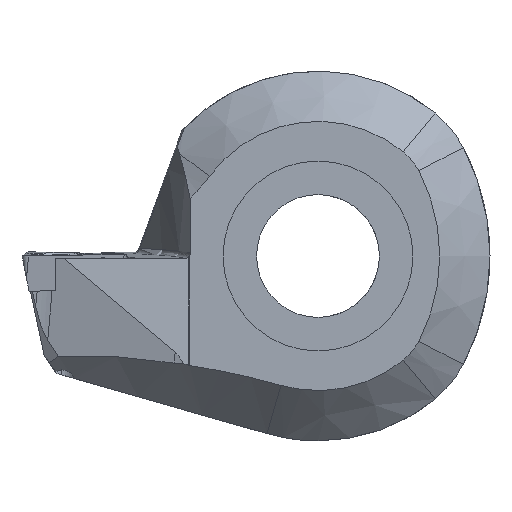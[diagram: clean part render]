
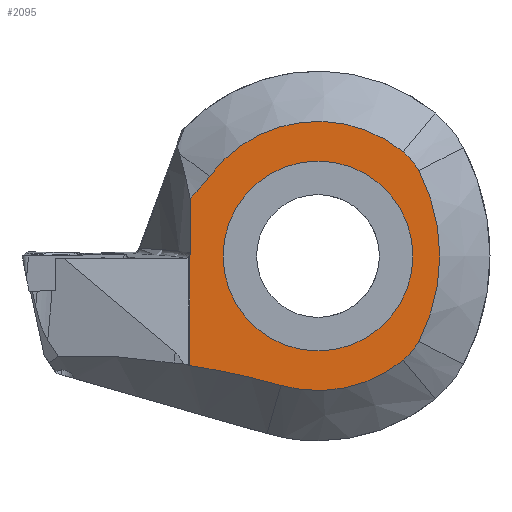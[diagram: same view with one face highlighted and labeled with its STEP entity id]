
A CAD part, left-side view. The second image highlights one B-rep face of the part: STEP entity #2095.
In plain terms, the highlighted planar face has unit normal (-1, 0, 0).
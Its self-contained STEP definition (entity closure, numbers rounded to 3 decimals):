
#8 = EDGE_LOOP ( 'NONE', ( #2006, #2001, #1996, #1993, #1989, #1986, #1982, #1978, #1973, #1966 ) ) ;
#65 = DIRECTION ( 'NONE',  ( 0., 1., 0. ) ) ;
#77 = CARTESIAN_POINT ( 'NONE',  ( -10., 11.445, 0.111 ) ) ;
#119 = CARTESIAN_POINT ( 'NONE',  ( -10., 11.5, 0.029 ) ) ;
#126 = CARTESIAN_POINT ( 'NONE',  ( -10., 11.5, -16.55 ) ) ;
#238 = CARTESIAN_POINT ( 'NONE',  ( -10., 5.5, 0. ) ) ;
#252 = VERTEX_POINT ( 'NONE', #838 ) ;
#253 = DIRECTION ( 'NONE',  ( -1., 0., 0. ) ) ;
#354 = CIRCLE ( 'NONE', #2215, 5.5 ) ;
#369 = DIRECTION ( 'NONE',  ( 0., 1., 0. ) ) ;
#405 = DIRECTION ( 'NONE',  ( -1., 0., 0. ) ) ;
#422 = CARTESIAN_POINT ( 'NONE',  ( -10., 3.321, -11.583 ) ) ;
#436 = CARTESIAN_POINT ( 'NONE',  ( -10., -4.151, 5.067 ) ) ;
#610 = EDGE_CURVE ( 'NONE', #2342, #1926, #1583, .T. ) ;
#688 = VERTEX_POINT ( 'NONE', #1371 ) ;
#709 = CIRCLE ( 'NONE', #2303, 12.05 ) ;
#744 = VERTEX_POINT ( 'NONE', #1535 ) ;
#799 = CIRCLE ( 'NONE', #2321, 12.05 ) ;
#838 = CARTESIAN_POINT ( 'NONE',  ( -10., 9.702, 7.147 ) ) ;
#858 = FACE_BOUND ( 'NONE', #2717, .T. ) ;
#894 = CARTESIAN_POINT ( 'NONE',  ( -10., 0., 8.5 ) ) ;
#928 = AXIS2_PLACEMENT_3D ( 'NONE', #436, #405, #3170 ) ;
#929 = AXIS2_PLACEMENT_3D ( 'NONE', #238, #253, #369 ) ;
#931 = DIRECTION ( 'NONE',  ( 0., 1., 0. ) ) ;
#944 = EDGE_CURVE ( 'NONE', #2735, #252, #799, .T. ) ;
#964 = AXIS2_PLACEMENT_3D ( 'NONE', #1951, #2977, #3564 ) ;
#968 = VERTEX_POINT ( 'NONE', #3010 ) ;
#978 = CARTESIAN_POINT ( 'NONE',  ( -10., 0., 0. ) ) ;
#991 = AXIS2_PLACEMENT_3D ( 'NONE', #3415, #3506, #65 ) ;
#1038 = EDGE_CURVE ( 'NONE', #1139, #2342, #709, .T. ) ;
#1099 = AXIS2_PLACEMENT_3D ( 'NONE', #978, #1524, #931 ) ;
#1139 = VERTEX_POINT ( 'NONE', #3589 ) ;
#1319 = EDGE_CURVE ( 'NONE', #688, #1139, #354, .T. ) ;
#1371 = CARTESIAN_POINT ( 'NONE',  ( -10., -9.02, -7.624 ) ) ;
#1379 = CIRCLE ( 'NONE', #929, 16.4 ) ;
#1382 = CARTESIAN_POINT ( 'NONE',  ( -10., 21.1, -73.585 ) ) ;
#1387 = DIRECTION ( 'NONE',  ( -1., 0., 0. ) ) ;
#1397 = DIRECTION ( 'NONE',  ( 0., 1., 0. ) ) ;
#1462 = CIRCLE ( 'NONE', #964, 14.5 ) ;
#1524 = DIRECTION ( 'NONE',  ( 1., 0., 0. ) ) ;
#1535 = CARTESIAN_POINT ( 'NONE',  ( -10., 11.416, 0.307 ) ) ;
#1583 = CIRCLE ( 'NONE', #2391, 64.5 ) ;
#1662 = VECTOR ( 'NONE', #3212, 1000. ) ;
#1675 = LINE ( 'NONE', #126, #1662 ) ;
#1704 = CARTESIAN_POINT ( 'NONE',  ( -10., 0., 0. ) ) ;
#1724 = CIRCLE ( 'NONE', #991, 8.5 ) ;
#1730 = VERTEX_POINT ( 'NONE', #2238 ) ;
#1851 = FACE_OUTER_BOUND ( 'NONE', #8, .T. ) ;
#1895 = CARTESIAN_POINT ( 'NONE',  ( -10., -4.151, -5.067 ) ) ;
#1908 = DIRECTION ( 'NONE',  ( 1., 0., 0. ) ) ;
#1910 = DIRECTION ( 'NONE',  ( 0., 1., 0. ) ) ;
#1926 = VERTEX_POINT ( 'NONE', #2403 ) ;
#1946 = VERTEX_POINT ( 'NONE', #2394 ) ;
#1951 = CARTESIAN_POINT ( 'NONE',  ( -10., 21.377, 15.746 ) ) ;
#1966 = ORIENTED_EDGE ( 'NONE', *, *, #2832, .T. ) ;
#1973 = ORIENTED_EDGE ( 'NONE', *, *, #2831, .T. ) ;
#1978 = ORIENTED_EDGE ( 'NONE', *, *, #1319, .F. ) ;
#1982 = ORIENTED_EDGE ( 'NONE', *, *, #1038, .F. ) ;
#1986 = ORIENTED_EDGE ( 'NONE', *, *, #610, .F. ) ;
#1989 = ORIENTED_EDGE ( 'NONE', *, *, #2766, .F. ) ;
#1993 = ORIENTED_EDGE ( 'NONE', *, *, #2823, .T. ) ;
#1996 = ORIENTED_EDGE ( 'NONE', *, *, #2805, .F. ) ;
#2001 = ORIENTED_EDGE ( 'NONE', *, *, #2807, .T. ) ;
#2006 = ORIENTED_EDGE ( 'NONE', *, *, #944, .T. ) ;
#2019 = ORIENTED_EDGE ( 'NONE', *, *, #2779, .T. ) ;
#2024 = ORIENTED_EDGE ( 'NONE', *, *, #2657, .T. ) ;
#2036 = AXIS2_PLACEMENT_3D ( 'NONE', #2786, #2762, #2793 ) ;
#2087 = CARTESIAN_POINT ( 'NONE',  ( -10., -7.636, 9.322 ) ) ;
#2095 = ADVANCED_FACE ( 'NONE', ( #858, #1851 ), #2788, .F. ) ;
#2215 = AXIS2_PLACEMENT_3D ( 'NONE', #1895, #1908, #1910 ) ;
#2238 = CARTESIAN_POINT ( 'NONE',  ( -10., -9.02, 7.624 ) ) ;
#2255 = VERTEX_POINT ( 'NONE', #3644 ) ;
#2303 = AXIS2_PLACEMENT_3D ( 'NONE', #3499, #3502, #3504 ) ;
#2321 = AXIS2_PLACEMENT_3D ( 'NONE', #1704, #3402, #3403 ) ;
#2342 = VERTEX_POINT ( 'NONE', #422 ) ;
#2391 = AXIS2_PLACEMENT_3D ( 'NONE', #1382, #1387, #1397 ) ;
#2394 = CARTESIAN_POINT ( 'NONE',  ( -10., 11.451, 5.176 ) ) ;
#2402 = CARTESIAN_POINT ( 'NONE',  ( -10., 11.416, 0.307 ) ) ;
#2403 = CARTESIAN_POINT ( 'NONE',  ( -10., 11.5, -9.803 ) ) ;
#2412 =( BOUNDED_CURVE ( )  B_SPLINE_CURVE ( 3, ( #2402, #2542, #3103, #3364 ),
 .UNSPECIFIED., .F., .T. ) 
 B_SPLINE_CURVE_WITH_KNOTS ( ( 4, 4 ),
 ( 1.769, 1.774 ),
 .UNSPECIFIED. ) 
 CURVE ( )  GEOMETRIC_REPRESENTATION_ITEM ( )  RATIONAL_B_SPLINE_CURVE ( ( 1., 1., 1., 1. ) ) 
 REPRESENTATION_ITEM ( '' )  );
#2493 = CARTESIAN_POINT ( 'NONE',  ( -10., 11.415, 0.208 ) ) ;
#2542 = CARTESIAN_POINT ( 'NONE',  ( -10., 11.427, 1.931 ) ) ;
#2558 = CIRCLE ( 'NONE', #1099, 8.5 ) ;
#2657 = EDGE_CURVE ( 'NONE', #968, #2723, #2558, .T. ) ;
#2717 = EDGE_LOOP ( 'NONE', ( #2024, #2019 ) ) ;
#2723 = VERTEX_POINT ( 'NONE', #894 ) ;
#2735 = VERTEX_POINT ( 'NONE', #2087 ) ;
#2762 = DIRECTION ( 'NONE',  ( 1., 0., 0. ) ) ;
#2766 = EDGE_CURVE ( 'NONE', #1926, #2255, #1675, .T. ) ;
#2779 = EDGE_CURVE ( 'NONE', #2723, #968, #1724, .T. ) ;
#2786 = CARTESIAN_POINT ( 'NONE',  ( -10., 11.5, -16.55 ) ) ;
#2788 = PLANE ( 'NONE',  #2036 ) ;
#2793 = DIRECTION ( 'NONE',  ( 0., 1., 0. ) ) ;
#2805 = EDGE_CURVE ( 'NONE', #744, #1946, #2412, .T. ) ;
#2807 = EDGE_CURVE ( 'NONE', #252, #1946, #1462, .T. ) ;
#2823 = EDGE_CURVE ( 'NONE', #744, #2255, #3645, .T. ) ;
#2831 = EDGE_CURVE ( 'NONE', #688, #1730, #1379, .T. ) ;
#2832 = EDGE_CURVE ( 'NONE', #1730, #2735, #3096, .T. ) ;
#2977 = DIRECTION ( 'NONE',  ( 1., 0., 0. ) ) ;
#3010 = CARTESIAN_POINT ( 'NONE',  ( -10., 0., -8.5 ) ) ;
#3096 = CIRCLE ( 'NONE', #928, 5.5 ) ;
#3103 = CARTESIAN_POINT ( 'NONE',  ( -10., 11.439, 3.554 ) ) ;
#3170 = DIRECTION ( 'NONE',  ( 0., 1., 0. ) ) ;
#3212 = DIRECTION ( 'NONE',  ( 0., 0., 1. ) ) ;
#3364 = CARTESIAN_POINT ( 'NONE',  ( -10., 11.451, 5.176 ) ) ;
#3402 = DIRECTION ( 'NONE',  ( -1., 0., 0. ) ) ;
#3403 = DIRECTION ( 'NONE',  ( 0., 1., 0. ) ) ;
#3415 = CARTESIAN_POINT ( 'NONE',  ( -10., 0., 0. ) ) ;
#3499 = CARTESIAN_POINT ( 'NONE',  ( -10., 0., 0. ) ) ;
#3502 = DIRECTION ( 'NONE',  ( 1., 0., 0. ) ) ;
#3504 = DIRECTION ( 'NONE',  ( 0., 1., 0. ) ) ;
#3506 = DIRECTION ( 'NONE',  ( 1., 0., 0. ) ) ;
#3564 = DIRECTION ( 'NONE',  ( 0., 1., 0. ) ) ;
#3589 = CARTESIAN_POINT ( 'NONE',  ( -10., -7.636, -9.322 ) ) ;
#3630 = CARTESIAN_POINT ( 'NONE',  ( -10., 11.416, 0.307 ) ) ;
#3644 = CARTESIAN_POINT ( 'NONE',  ( -10., 11.5, 0.029 ) ) ;
#3645 = B_SPLINE_CURVE_WITH_KNOTS ( 'NONE', 3,
 ( #3630, #2493, #77, #119 ),
 .UNSPECIFIED., .F., .F.,
 ( 4, 4 ),
 ( 0., 0. ),
 .UNSPECIFIED. ) ;
